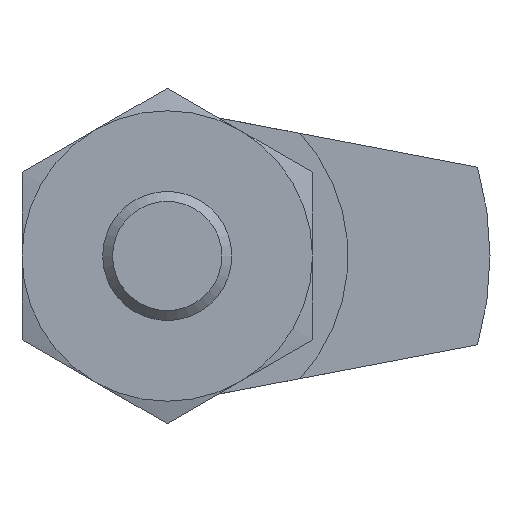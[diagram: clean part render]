
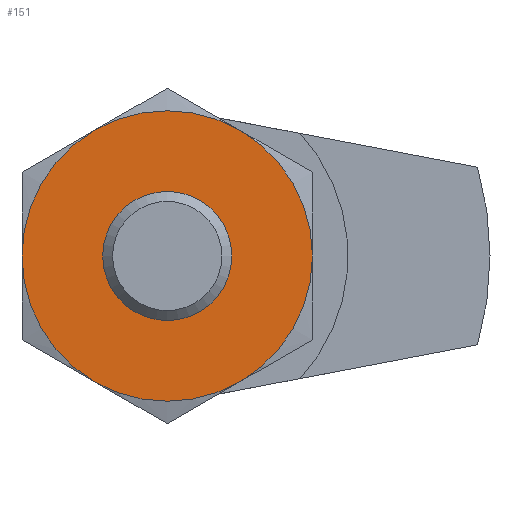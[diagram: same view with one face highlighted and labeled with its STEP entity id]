
A CAD part, front view. The second image highlights one B-rep face of the part: STEP entity #151.
In plain terms, the highlighted planar face has unit normal (0, -1, 0).
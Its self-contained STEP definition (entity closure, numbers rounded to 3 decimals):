
#151 = ADVANCED_FACE( '', ( #315, #316 ), #317, .F. );
#315 = FACE_BOUND( '', #478, .T. );
#316 = FACE_OUTER_BOUND( '', #479, .T. );
#317 = PLANE( '', #480 );
#478 = EDGE_LOOP( '', ( #810 ) );
#479 = EDGE_LOOP( '', ( #811, #812, #813, #814, #815, #816 ) );
#480 = AXIS2_PLACEMENT_3D( '', #817, #818, #819 );
#810 = ORIENTED_EDGE( '', *, *, #898, .F. );
#811 = ORIENTED_EDGE( '', *, *, #900, .T. );
#812 = ORIENTED_EDGE( '', *, *, #972, .T. );
#813 = ORIENTED_EDGE( '', *, *, #957, .T. );
#814 = ORIENTED_EDGE( '', *, *, #930, .T. );
#815 = ORIENTED_EDGE( '', *, *, #915, .T. );
#816 = ORIENTED_EDGE( '', *, *, #953, .T. );
#817 = CARTESIAN_POINT( '', ( 18., 0., 0. ) );
#818 = DIRECTION( '', ( 0., 1., 0. ) );
#819 = DIRECTION( '', ( 0., 0., 1. ) );
#898 = EDGE_CURVE( '', #1057, #1057, #1058, .T. );
#900 = EDGE_CURVE( '', #1060, #1061, #1062, .T. );
#915 = EDGE_CURVE( '', #1040, #1085, #1086, .T. );
#930 = EDGE_CURVE( '', #1067, #1040, #1107, .T. );
#953 = EDGE_CURVE( '', #1085, #1060, #1141, .T. );
#957 = EDGE_CURVE( '', #1146, #1067, #1147, .T. );
#972 = EDGE_CURVE( '', #1061, #1146, #1165, .T. );
#1040 = VERTEX_POINT( '', #1250 );
#1057 = VERTEX_POINT( '', #1288 );
#1058 = CIRCLE( '', #1289, 6.5 );
#1060 = VERTEX_POINT( '', #1291 );
#1061 = VERTEX_POINT( '', #1292 );
#1062 = CIRCLE( '', #1293, 18. );
#1067 = VERTEX_POINT( '', #1308 );
#1085 = VERTEX_POINT( '', #1347 );
#1086 = CIRCLE( '', #1348, 18. );
#1107 = CIRCLE( '', #1380, 18. );
#1141 = CIRCLE( '', #1446, 18. );
#1146 = VERTEX_POINT( '', #1461 );
#1147 = CIRCLE( '', #1462, 18. );
#1165 = CIRCLE( '', #1505, 18. );
#1250 = CARTESIAN_POINT( '', ( -18., 0., 0. ) );
#1288 = CARTESIAN_POINT( '', ( 0., 0., -6.5 ) );
#1289 = AXIS2_PLACEMENT_3D( '', #1610, #1611, #1612 );
#1291 = CARTESIAN_POINT( '', ( 9., 0., -15.588 ) );
#1292 = CARTESIAN_POINT( '', ( 18., 0., 0. ) );
#1293 = AXIS2_PLACEMENT_3D( '', #1613, #1614, #1615 );
#1308 = CARTESIAN_POINT( '', ( -9., 0., 15.588 ) );
#1347 = CARTESIAN_POINT( '', ( -9., 0., -15.588 ) );
#1348 = AXIS2_PLACEMENT_3D( '', #1626, #1627, #1628 );
#1380 = AXIS2_PLACEMENT_3D( '', #1641, #1642, #1643 );
#1446 = AXIS2_PLACEMENT_3D( '', #1670, #1671, #1672 );
#1461 = CARTESIAN_POINT( '', ( 9., 0., 15.588 ) );
#1462 = AXIS2_PLACEMENT_3D( '', #1673, #1674, #1675 );
#1505 = AXIS2_PLACEMENT_3D( '', #1681, #1682, #1683 );
#1610 = CARTESIAN_POINT( '', ( 0., 0., 0. ) );
#1611 = DIRECTION( '', ( 0., -1., 0. ) );
#1612 = DIRECTION( '', ( 0., 0., -1. ) );
#1613 = CARTESIAN_POINT( '', ( 0., 0., 0. ) );
#1614 = DIRECTION( '', ( 0., -1., 0. ) );
#1615 = DIRECTION( '', ( 0., 0., -1. ) );
#1626 = CARTESIAN_POINT( '', ( 0., 0., 0. ) );
#1627 = DIRECTION( '', ( 0., -1., 0. ) );
#1628 = DIRECTION( '', ( 0., 0., -1. ) );
#1641 = CARTESIAN_POINT( '', ( 0., 0., 0. ) );
#1642 = DIRECTION( '', ( 0., -1., 0. ) );
#1643 = DIRECTION( '', ( 0., 0., -1. ) );
#1670 = CARTESIAN_POINT( '', ( 0., 0., 0. ) );
#1671 = DIRECTION( '', ( 0., -1., 0. ) );
#1672 = DIRECTION( '', ( 0., 0., -1. ) );
#1673 = CARTESIAN_POINT( '', ( 0., 0., 0. ) );
#1674 = DIRECTION( '', ( 0., -1., 0. ) );
#1675 = DIRECTION( '', ( 0., 0., -1. ) );
#1681 = CARTESIAN_POINT( '', ( 0., 0., 0. ) );
#1682 = DIRECTION( '', ( 0., -1., 0. ) );
#1683 = DIRECTION( '', ( 0., 0., -1. ) );
